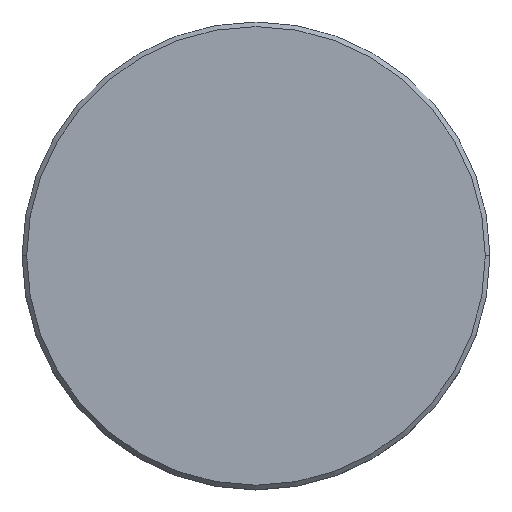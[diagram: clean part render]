
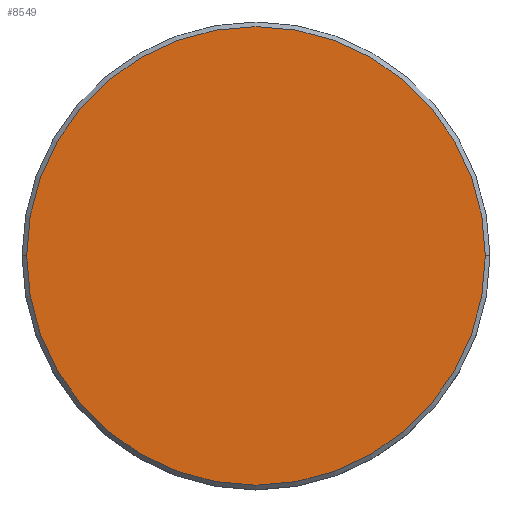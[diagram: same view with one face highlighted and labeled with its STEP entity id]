
A CAD part, top view. The second image highlights one B-rep face of the part: STEP entity #8549.
In plain terms, the highlighted planar face has unit normal (0, 0, 1).
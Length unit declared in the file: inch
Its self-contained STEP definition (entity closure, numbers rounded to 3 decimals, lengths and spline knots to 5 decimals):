
#122 = ORIENTED_EDGE ( 'NONE', *, *, #1370, .T. ) ;
#1370 = EDGE_CURVE ( 'NONE', #5152, #6268, #9501, .T. ) ;
#1493 = AXIS2_PLACEMENT_3D ( 'NONE', #8356, #3668, #9123 ) ;
#2081 = CARTESIAN_POINT ( 'NONE',  ( 0., 0., 0.11811 ) ) ;
#2658 = AXIS2_PLACEMENT_3D ( 'NONE', #2081, #7517, #2735 ) ;
#2676 = EDGE_LOOP ( 'NONE', ( #5430, #122 ) ) ;
#2735 = DIRECTION ( 'NONE',  ( 1., 0., 0. ) ) ;
#2817 = CARTESIAN_POINT ( 'NONE',  ( -0.49016, 0., 0.11811 ) ) ;
#2928 = CARTESIAN_POINT ( 'NONE',  ( 0., 0., 0.11811 ) ) ;
#3668 = DIRECTION ( 'NONE',  ( 0., 0., 1. ) ) ;
#3705 = DIRECTION ( 'NONE',  ( 1., 0., 0. ) ) ;
#5152 = VERTEX_POINT ( 'NONE', #8571 ) ;
#5430 = ORIENTED_EDGE ( 'NONE', *, *, #6373, .T. ) ;
#6268 = VERTEX_POINT ( 'NONE', #2817 ) ;
#6373 = EDGE_CURVE ( 'NONE', #6268, #5152, #9595, .T. ) ;
#6940 = AXIS2_PLACEMENT_3D ( 'NONE', #2928, #8387, #3705 ) ;
#7517 = DIRECTION ( 'NONE',  ( 0., 0., 1. ) ) ;
#7594 = PLANE ( 'NONE',  #6940 ) ;
#8356 = CARTESIAN_POINT ( 'NONE',  ( 0., 0., 0.11811 ) ) ;
#8387 = DIRECTION ( 'NONE',  ( 0., 0., 1. ) ) ;
#8549 = ADVANCED_FACE ( 'NONE', ( #8961 ), #7594, .T. ) ;
#8571 = CARTESIAN_POINT ( 'NONE',  ( 0.49016, 0., 0.11811 ) ) ;
#8961 = FACE_OUTER_BOUND ( 'NONE', #2676, .T. ) ;
#9123 = DIRECTION ( 'NONE',  ( 1., 0., 0. ) ) ;
#9501 = CIRCLE ( 'NONE', #2658, 0.49016 ) ;
#9595 = CIRCLE ( 'NONE', #1493, 0.49016 ) ;
